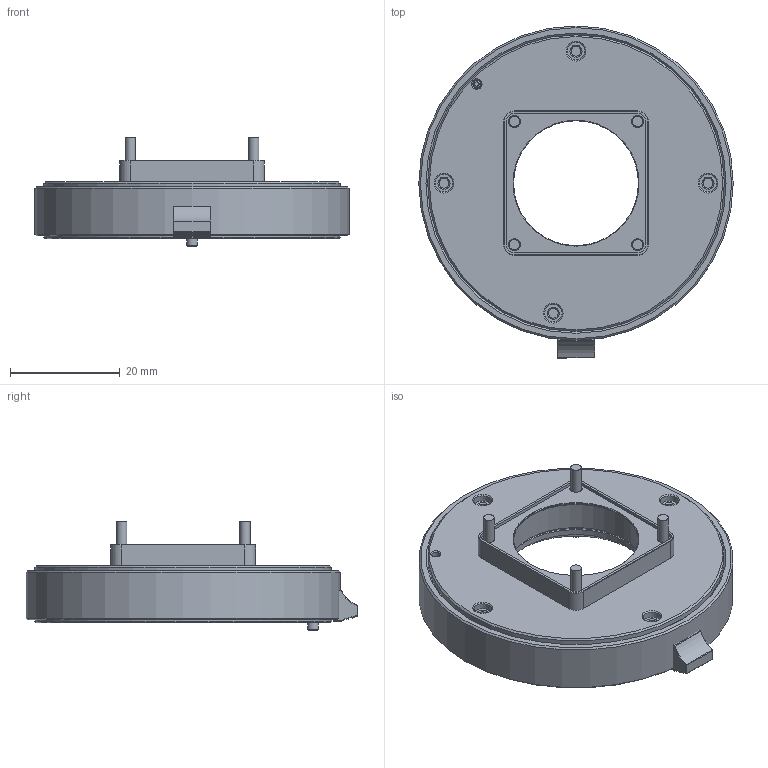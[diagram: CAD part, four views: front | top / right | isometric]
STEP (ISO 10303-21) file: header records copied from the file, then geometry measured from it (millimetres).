
FILE_DESCRIPTION(/* description */ (''),/* implementation_level */ '2;1');
FILE_NAME(/* name */ 'ME-ADPT-MQ-M43-MOUNT_01-STEP.stp',/* time_stamp */ '2024-11-21T06:02:22+01:00',/* author */ (''),/* organization */ (''),/* preprocessor_version */ 'ST-DEVELOPER v18.102',/* originating_system */ 'SIEMENS PLM Software NX2206.8900',/* authorisation */ '');
FILE_SCHEMA (('AUTOMOTIVE_DESIGN { 1 0 10303 214 3 1 1 1 }'));
Length unit declared in the file: millimetre
Products named in the file (5): 002251_01_1-MECH-EMNT-BUTTON; 002232_01_1-MECH-MX-M43-MOUNT-ADPT; 001023_01_1-SROB-M2X14-CUST; 002231_01_1-MECH_MEIKE_MFT_M43_10mm; 002215_01_1-ME-ADPT-MQ-M43-MOUNT
Assembly tree (7 placements, depth 3):
  002215_01_1-ME-ADPT-MQ-M43-MOUNT
    002231_01_1-MECH_MEIKE_MFT_M43_10mm
      002251_01_1-MECH-EMNT-BUTTON
    001023_01_1-SROB-M2X14-CUST  x4
    002232_01_1-MECH-MX-M43-MOUNT-ADPT
Bounding box: 57.4 x 60.6 x 19.95 mm (x, y, z)
Volume: 17881.2 mm3; surface area: 13321.4 mm2
Topology: 7 solids, 7 shells, 348 faces, 755 edges, 447 vertices
Faces by surface type: plane 178, cylinder 95, cone 62, sphere 10, torus 3
Full cylindrical faces by diameter (mm): 1.2 x1, 1.5 x1, 1.8 x12, 1.9 x4, 1.95 x1, 2 x8, 2.35 x1, 3 x4, 3.2 x8, 22.8 x1, 24.57 x1, 26 x1, 41.3 x1, 42.5 x1, 43.3 x1, 43.5 x1, 54.15 x1, 54.2 x2, 57.4 x1
Entity records: 7029 total; most frequent: DIRECTION 1198, CARTESIAN_POINT 1016, ORIENTED_EDGE 866, AXIS2_PLACEMENT_3D 499, EDGE_CURVE 433, EDGE_LOOP 424, VERTEX_POINT 317, FACE_BOUND 296
